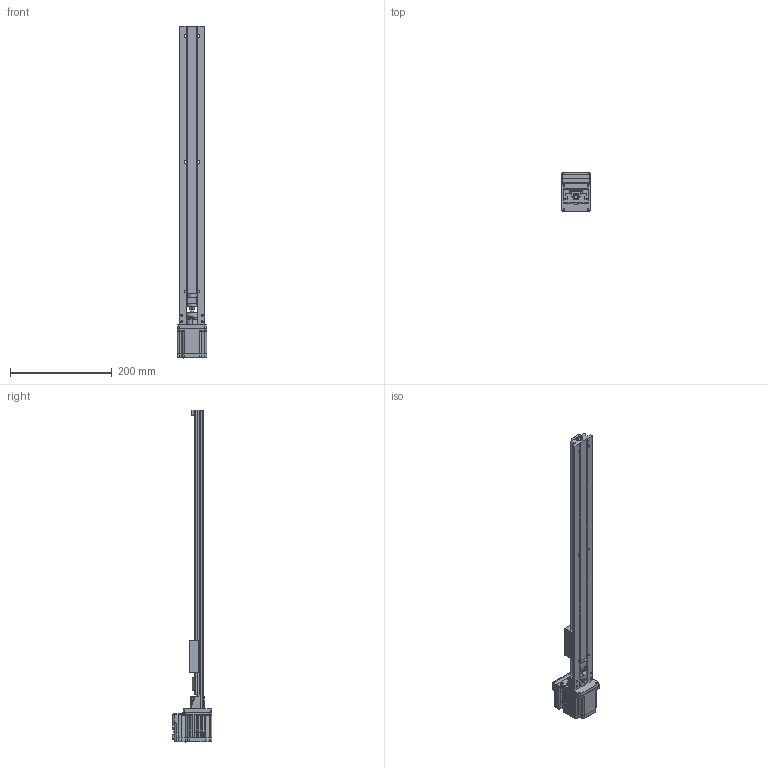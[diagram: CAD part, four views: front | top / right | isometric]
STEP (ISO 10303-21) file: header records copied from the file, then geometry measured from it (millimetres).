
FILE_DESCRIPTION (( 'STEP AP214' ), '1' );
FILE_NAME ('ST50EX45-3165.STEP', '2022-03-01T09:24:23', ( '' ), ( '' ), 'SwSTEP 2.0', 'SolidWorks 2020', '' );
FILE_SCHEMA (( 'AUTOMOTIVE_DESIGN' ));
Length unit declared in the file: millimetre
Products named in the file (1): ST50EX45-3165
Bounding box: 57.15 x 78.18 x 651.84 mm (x, y, z)
Surface area: 160422.2 mm2 (no closed solid volume)
Topology: 0 solids, 35 shells, 940 faces, 3121 edges, 2072 vertices
Faces by surface type: cylinder 412, plane 321, bspline 161, cone 42, torus 4
Full cylindrical faces by diameter (mm): 1.016 x5, 1.27 x15, 1.778 x4, 2.159 x4, 2.845 x2, 3.556 x2, 4.572 x4, 7.62 x1
Entity records: 60282 total; most frequent: CARTESIAN_POINT 26175, ORIENTED_EDGE 4872, DIRECTION 4228, EDGE_CURVE 2999, VERTEX_POINT 2047, AXIS2_PLACEMENT_3D 1475, LINE 1278, VECTOR 1278
